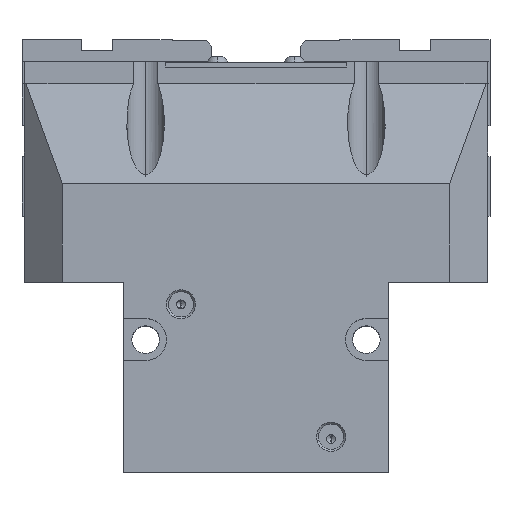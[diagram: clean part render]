
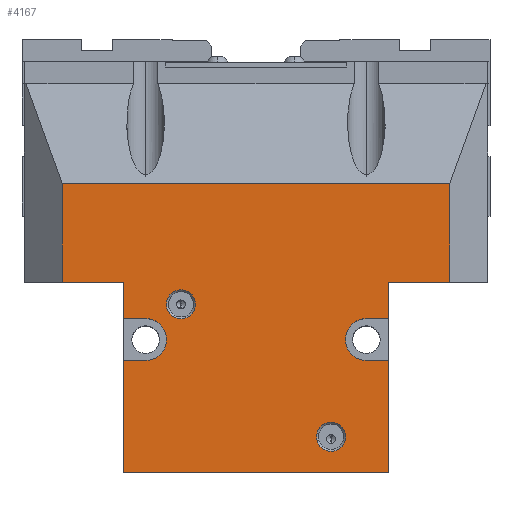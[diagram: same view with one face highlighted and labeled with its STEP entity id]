
A CAD part, top view. The second image highlights one B-rep face of the part: STEP entity #4167.
In plain terms, the highlighted planar face has unit normal (0, 0, 1).
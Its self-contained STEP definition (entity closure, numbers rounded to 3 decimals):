
#1995 = VERTEX_POINT( '', #5612 );
#2031 = EDGE_CURVE( '', #5339, #4799, #5654, .T. );
#2065 = VERTEX_POINT( '', #5700 );
#2177 = EDGE_CURVE( '', #4117, #3903, #5825, .T. );
#2289 = EDGE_CURVE( '', #4799, #3651, #5950, .T. );
#2301 = EDGE_CURVE( '', #3651, #2755, #5962, .T. );
#2303 = EDGE_CURVE( '', #2065, #3927, #5964, .T. );
#2357 = EDGE_CURVE( '', #4739, #4913, #6025, .T. );
#2377 = VERTEX_POINT( '', #6047 );
#2453 = VERTEX_POINT( '', #6130 );
#2755 = VERTEX_POINT( '', #6468 );
#2903 = EDGE_CURVE( '', #3927, #1995, #6632, .T. );
#3105 = EDGE_CURVE( '', #4977, #2453, #6855, .T. );
#3189 = EDGE_CURVE( '', #5331, #2377, #6945, .T. );
#3407 = VERTEX_POINT( '', #7185 );
#3489 = EDGE_CURVE( '', #3407, #5173, #7278, .T. );
#3517 = VERTEX_POINT( '', #7309 );
#3651 = VERTEX_POINT( '', #7455 );
#3679 = VERTEX_POINT( '', #7484 );
#3869 = VERTEX_POINT( '', #7696 );
#3903 = VERTEX_POINT( '', #7733 );
#3915 = EDGE_CURVE( '', #2377, #5331, #7747, .T. );
#3927 = VERTEX_POINT( '', #7760 );
#3971 = EDGE_CURVE( '', #2453, #2065, #7809, .T. );
#4117 = VERTEX_POINT( '', #7970 );
#4167 = ADVANCED_FACE( '', ( #8027, #8028, #8029 ), #8030, .T. );
#4205 = EDGE_CURVE( '', #3517, #3679, #8074, .T. );
#4241 = EDGE_CURVE( '', #5173, #4117, #8115, .T. );
#4311 = EDGE_CURVE( '', #2755, #4739, #8188, .T. );
#4347 = EDGE_CURVE( '', #3869, #3407, #8226, .T. );
#4577 = EDGE_CURVE( '', #3679, #3517, #8490, .T. );
#4739 = VERTEX_POINT( '', #8668 );
#4777 = EDGE_CURVE( '', #3903, #5339, #8709, .T. );
#4799 = VERTEX_POINT( '', #8732 );
#4871 = EDGE_CURVE( '', #1995, #3869, #8810, .T. );
#4913 = VERTEX_POINT( '', #8863 );
#4977 = VERTEX_POINT( '', #8932 );
#5173 = VERTEX_POINT( '', #9150 );
#5331 = VERTEX_POINT( '', #9324 );
#5339 = VERTEX_POINT( '', #9333 );
#5409 = EDGE_CURVE( '', #4977, #4913, #9413, .T. );
#5612 = CARTESIAN_POINT( '', ( 60., 69.5, 49.5 ) );
#5654 = LINE( '', #9748, #9749 );
#5700 = CARTESIAN_POINT( '', ( 50., 50.5, 49.5 ) );
#5825 = LINE( '', #10006, #10007 );
#5950 = LINE( '', #10249, #10250 );
#5962 = CIRCLE( '', #10266, 9.5 );
#5964 = CIRCLE( '', #10269, 9.5 );
#6025 = LINE( '', #10383, #10384 );
#6047 = CARTESIAN_POINT( '', ( 34., 22.579, 49.5 ) );
#6130 = CARTESIAN_POINT( '', ( 60., 50.5, 49.5 ) );
#6468 = CARTESIAN_POINT( '', ( -50., 50.5, 49.5 ) );
#6632 = LINE( '', #11319, #11320 );
#6855 = LINE( '', #11659, #11660 );
#6945 = CIRCLE( '', #11788, 6.579 );
#7185 = CARTESIAN_POINT( '', ( 87.75, 86., 49.5 ) );
#7278 = LINE( '', #12305, #12306 );
#7309 = CARTESIAN_POINT( '', ( -34., 82.579, 49.5 ) );
#7455 = CARTESIAN_POINT( '', ( -50., 69.5, 49.5 ) );
#7484 = CARTESIAN_POINT( '', ( -34., 69.422, 49.5 ) );
#7696 = CARTESIAN_POINT( '', ( 60., 86., 49.5 ) );
#7733 = CARTESIAN_POINT( '', ( -87.75, 86., 49.5 ) );
#7747 = CIRCLE( '', #13055, 6.579 );
#7760 = CARTESIAN_POINT( '', ( 50., 69.5, 49.5 ) );
#7809 = LINE( '', #13168, #13169 );
#7970 = CARTESIAN_POINT( '', ( -87.75, 130.667, 49.5 ) );
#8027 = FACE_BOUND( '', #13503, .T. );
#8028 = FACE_BOUND( '', #13504, .T. );
#8029 = FACE_OUTER_BOUND( '', #13505, .T. );
#8030 = PLANE( '', #13506 );
#8074 = CIRCLE( '', #13565, 6.578 );
#8115 = LINE( '', #13622, #13623 );
#8188 = LINE( '', #13725, #13726 );
#8226 = LINE( '', #13782, #13783 );
#8490 = CIRCLE( '', #14151, 6.578 );
#8668 = CARTESIAN_POINT( '', ( -60., 50.5, 49.5 ) );
#8709 = LINE( '', #14464, #14465 );
#8732 = CARTESIAN_POINT( '', ( -60., 69.5, 49.5 ) );
#8810 = LINE( '', #14609, #14610 );
#8863 = CARTESIAN_POINT( '', ( -60., 0., 49.5 ) );
#8932 = CARTESIAN_POINT( '', ( 60., 0., 49.5 ) );
#9150 = CARTESIAN_POINT( '', ( 87.75, 130.667, 49.5 ) );
#9324 = CARTESIAN_POINT( '', ( 34., 9.422, 49.5 ) );
#9333 = CARTESIAN_POINT( '', ( -60., 86., 49.5 ) );
#9413 = LINE( '', #15452, #15453 );
#9748 = CARTESIAN_POINT( '', ( -60., 65.333, 49.5 ) );
#9749 = VECTOR( '', #15698, 1. );
#10006 = CARTESIAN_POINT( '', ( -87.75, 65.333, 49.5 ) );
#10007 = VECTOR( '', #15924, 1. );
#10249 = CARTESIAN_POINT( '', ( 27.5, 69.5, 49.5 ) );
#10250 = VECTOR( '', #16056, 1. );
#10266 = AXIS2_PLACEMENT_3D( '', #16060, #16061, #16062 );
#10269 = AXIS2_PLACEMENT_3D( '', #16063, #16064, #16065 );
#10383 = CARTESIAN_POINT( '', ( -60., 65.333, 49.5 ) );
#10384 = VECTOR( '', #16144, 1. );
#11319 = CARTESIAN_POINT( '', ( 87.5, 69.5, 49.5 ) );
#11320 = VECTOR( '', #16802, 1. );
#11659 = CARTESIAN_POINT( '', ( 60., 108.333, 49.5 ) );
#11660 = VECTOR( '', #17060, 1. );
#11788 = AXIS2_PLACEMENT_3D( '', #17146, #17147, #17148 );
#12305 = CARTESIAN_POINT( '', ( 87.75, 65.333, 49.5 ) );
#12306 = VECTOR( '', #17487, 1. );
#13055 = AXIS2_PLACEMENT_3D( '', #18011, #18012, #18013 );
#13168 = CARTESIAN_POINT( '', ( 77.5, 50.5, 49.5 ) );
#13169 = VECTOR( '', #18072, 1. );
#13503 = EDGE_LOOP( '', ( #18338, #18339 ) );
#13504 = EDGE_LOOP( '', ( #18340, #18341 ) );
#13505 = EDGE_LOOP( '', ( #18342, #18343, #18344, #18345, #18346, #18347, #18348, #18349, #18350, #18351, #18352, #18353, #18354, #18355, #18356, #18357 ) );
#13506 = AXIS2_PLACEMENT_3D( '', #18358, #18359, #18360 );
#13565 = AXIS2_PLACEMENT_3D( '', #18425, #18426, #18427 );
#13622 = CARTESIAN_POINT( '', ( 105., 130.667, 49.5 ) );
#13623 = VECTOR( '', #18480, 1. );
#13725 = CARTESIAN_POINT( '', ( 17.5, 50.5, 49.5 ) );
#13726 = VECTOR( '', #18529, 1. );
#13782 = CARTESIAN_POINT( '', ( 105., 86., 49.5 ) );
#13783 = VECTOR( '', #18568, 1. );
#14151 = AXIS2_PLACEMENT_3D( '', #18910, #18911, #18912 );
#14464 = CARTESIAN_POINT( '', ( 22.5, 86., 49.5 ) );
#14465 = VECTOR( '', #19136, 1. );
#14609 = CARTESIAN_POINT( '', ( 60., 108.333, 49.5 ) );
#14610 = VECTOR( '', #19232, 1. );
#15452 = CARTESIAN_POINT( '', ( 105., 0., 49.5 ) );
#15453 = VECTOR( '', #19911, 1. );
#15698 = DIRECTION( '', ( 0., -1., 0. ) );
#15924 = DIRECTION( '', ( 0., -1., 0. ) );
#16056 = DIRECTION( '', ( 1., 0., 0. ) );
#16060 = CARTESIAN_POINT( '', ( -50., 60., 49.5 ) );
#16061 = DIRECTION( '', ( 0., 0., -1. ) );
#16062 = DIRECTION( '', ( 0., -1., 0. ) );
#16063 = CARTESIAN_POINT( '', ( 50., 60., 49.5 ) );
#16064 = DIRECTION( '', ( 0., 0., -1. ) );
#16065 = DIRECTION( '', ( 0., 1., 0. ) );
#16144 = DIRECTION( '', ( 0., -1., 0. ) );
#16802 = DIRECTION( '', ( 1., 0., 0. ) );
#17060 = DIRECTION( '', ( 0., 1., 0. ) );
#17146 = CARTESIAN_POINT( '', ( 34., 16., 49.5 ) );
#17147 = DIRECTION( '', ( 0., 0., -1. ) );
#17148 = DIRECTION( '', ( 0., 1., 0. ) );
#17487 = DIRECTION( '', ( 0., 1., 0. ) );
#18011 = CARTESIAN_POINT( '', ( 34., 16., 49.5 ) );
#18012 = DIRECTION( '', ( 0., 0., -1. ) );
#18013 = DIRECTION( '', ( 0., 1., 0. ) );
#18072 = DIRECTION( '', ( -1., 0., 0. ) );
#18338 = ORIENTED_EDGE( '', *, *, #3915, .T. );
#18339 = ORIENTED_EDGE( '', *, *, #3189, .T. );
#18340 = ORIENTED_EDGE( '', *, *, #4205, .T. );
#18341 = ORIENTED_EDGE( '', *, *, #4577, .T. );
#18342 = ORIENTED_EDGE( '', *, *, #3971, .T. );
#18343 = ORIENTED_EDGE( '', *, *, #2303, .T. );
#18344 = ORIENTED_EDGE( '', *, *, #2903, .T. );
#18345 = ORIENTED_EDGE( '', *, *, #4871, .T. );
#18346 = ORIENTED_EDGE( '', *, *, #4347, .T. );
#18347 = ORIENTED_EDGE( '', *, *, #3489, .T. );
#18348 = ORIENTED_EDGE( '', *, *, #4241, .T. );
#18349 = ORIENTED_EDGE( '', *, *, #2177, .T. );
#18350 = ORIENTED_EDGE( '', *, *, #4777, .T. );
#18351 = ORIENTED_EDGE( '', *, *, #2031, .T. );
#18352 = ORIENTED_EDGE( '', *, *, #2289, .T. );
#18353 = ORIENTED_EDGE( '', *, *, #2301, .T. );
#18354 = ORIENTED_EDGE( '', *, *, #4311, .T. );
#18355 = ORIENTED_EDGE( '', *, *, #2357, .T. );
#18356 = ORIENTED_EDGE( '', *, *, #5409, .F. );
#18357 = ORIENTED_EDGE( '', *, *, #3105, .T. );
#18358 = CARTESIAN_POINT( '', ( 105., 130.667, 49.5 ) );
#18359 = DIRECTION( '', ( 0., 0., 1. ) );
#18360 = DIRECTION( '', ( 0., 1., 0. ) );
#18425 = CARTESIAN_POINT( '', ( -34., 76., 49.5 ) );
#18426 = DIRECTION( '', ( 0., 0., -1. ) );
#18427 = DIRECTION( '', ( 0., 1., 0. ) );
#18480 = DIRECTION( '', ( -1., 0., 0. ) );
#18529 = DIRECTION( '', ( -1., 0., 0. ) );
#18568 = DIRECTION( '', ( 1., 0., 0. ) );
#18910 = CARTESIAN_POINT( '', ( -34., 76., 49.5 ) );
#18911 = DIRECTION( '', ( 0., 0., -1. ) );
#18912 = DIRECTION( '', ( 0., 1., 0. ) );
#19136 = DIRECTION( '', ( 1., 0., 0. ) );
#19232 = DIRECTION( '', ( 0., 1., 0. ) );
#19911 = DIRECTION( '', ( -1., 0., 0. ) );
